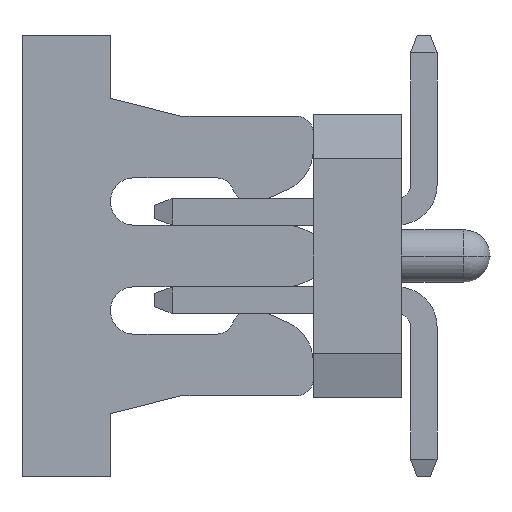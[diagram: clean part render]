
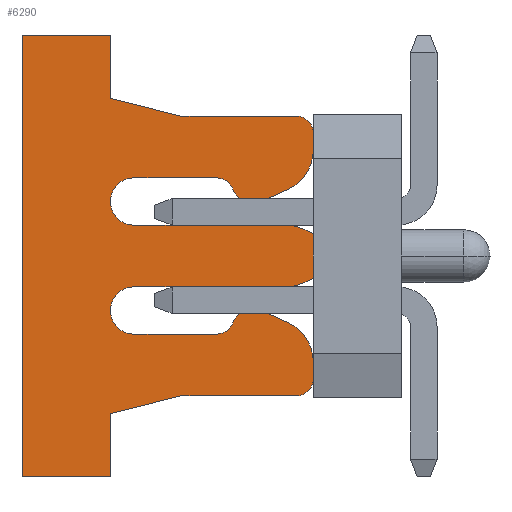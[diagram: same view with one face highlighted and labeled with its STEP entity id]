
A CAD part, left-side view. The second image highlights one B-rep face of the part: STEP entity #6290.
In plain terms, the highlighted planar face has unit normal (-1, 0, 0).
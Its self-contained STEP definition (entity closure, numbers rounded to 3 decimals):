
#6015=CARTESIAN_POINT('',(-2.4,0.,0.));
#6016=DIRECTION('',(0.,0.,-1.));
#6017=DIRECTION('',(-1.,-0.,-0.));
#6018=AXIS2_PLACEMENT_3D('',#6015,#6017,#6016);
#6019=PLANE('',#6018);
#6020=CARTESIAN_POINT('',(-2.4,-1.982,0.35));
#6021=VERTEX_POINT('',#6020);
#6022=CARTESIAN_POINT('',(-2.4,-0.268,0.35));
#6023=VERTEX_POINT('',#6022);
#6024=CARTESIAN_POINT('',(-2.4,-1.982,0.35));
#6025=DIRECTION('',(0.,1.,0.));
#6026=VECTOR('',#6025,1.714);
#6027=LINE('',#6024,#6026);
#6028=EDGE_CURVE('',#6021,#6023,#6027,.T.);
#6029=ORIENTED_EDGE('',*,*,#6028,.T.);
#6030=CARTESIAN_POINT('',(-2.4,-0.268,0.885));
#6031=VERTEX_POINT('',#6030);
#6032=CARTESIAN_POINT('',(-2.4,-0.268,0.618));
#6033=DIRECTION('',(0.,0.,-1.));
#6034=DIRECTION('',(1.,0.,0.));
#6035=AXIS2_PLACEMENT_3D('',#6032,#6034,#6033);
#6036=CIRCLE('',#6035,0.268);
#6037=EDGE_CURVE('',#6023,#6031,#6036,.T.);
#6038=ORIENTED_EDGE('',*,*,#6037,.T.);
#6039=CARTESIAN_POINT('',(-2.4,-1.201,0.885));
#6040=VERTEX_POINT('',#6039);
#6041=CARTESIAN_POINT('',(-2.4,-0.268,0.885));
#6042=DIRECTION('',(0.,-1.,0.));
#6043=VECTOR('',#6042,0.934);
#6044=LINE('',#6041,#6043);
#6045=EDGE_CURVE('',#6031,#6040,#6044,.T.);
#6046=ORIENTED_EDGE('',*,*,#6045,.T.);
#6047=CARTESIAN_POINT('',(-2.4,-1.387,0.758));
#6048=VERTEX_POINT('',#6047);
#6049=CARTESIAN_POINT('',(-2.4,-1.201,0.685));
#6050=DIRECTION('',(0.,0.,1.));
#6051=DIRECTION('',(1.,0.,0.));
#6052=AXIS2_PLACEMENT_3D('',#6049,#6051,#6050);
#6053=CIRCLE('',#6052,0.2);
#6054=EDGE_CURVE('',#6040,#6048,#6053,.T.);
#6055=ORIENTED_EDGE('',*,*,#6054,.T.);
#6056=CARTESIAN_POINT('',(-2.4,-1.724,0.623));
#6057=VERTEX_POINT('',#6056);
#6058=CARTESIAN_POINT('',(-2.4,-1.62,0.85));
#6059=DIRECTION('',(0.,0.93,-0.367));
#6060=DIRECTION('',(-1.,0.,0.));
#6061=AXIS2_PLACEMENT_3D('',#6058,#6060,#6059);
#6062=CIRCLE('',#6061,0.25);
#6063=EDGE_CURVE('',#6048,#6057,#6062,.T.);
#6064=ORIENTED_EDGE('',*,*,#6063,.T.);
#6065=CARTESIAN_POINT('',(-2.4,-2.007,0.752));
#6066=VERTEX_POINT('',#6065);
#6067=CARTESIAN_POINT('',(-2.4,-1.724,0.623));
#6068=DIRECTION('',(0.,-0.91,0.415));
#6069=VECTOR('',#6068,0.312);
#6070=LINE('',#6067,#6069);
#6071=EDGE_CURVE('',#6057,#6066,#6070,.T.);
#6072=ORIENTED_EDGE('',*,*,#6071,.T.);
#6073=CARTESIAN_POINT('',(-2.4,-2.3,1.207));
#6074=VERTEX_POINT('',#6073);
#6075=CARTESIAN_POINT('',(-2.4,-1.8,1.207));
#6076=DIRECTION('',(0.,-0.415,-0.91));
#6077=DIRECTION('',(-1.,0.,0.));
#6078=AXIS2_PLACEMENT_3D('',#6075,#6077,#6076);
#6079=CIRCLE('',#6078,0.5);
#6080=EDGE_CURVE('',#6066,#6074,#6079,.T.);
#6081=ORIENTED_EDGE('',*,*,#6080,.T.);
#6082=CARTESIAN_POINT('',(-2.4,-2.3,1.385));
#6083=VERTEX_POINT('',#6082);
#6084=CARTESIAN_POINT('',(-2.4,-2.3,1.207));
#6085=DIRECTION('',(0.,0.,1.));
#6086=VECTOR('',#6085,0.178);
#6087=LINE('',#6084,#6086);
#6088=EDGE_CURVE('',#6074,#6083,#6087,.T.);
#6089=ORIENTED_EDGE('',*,*,#6088,.T.);
#6090=CARTESIAN_POINT('',(-2.4,-2.1,1.585));
#6091=VERTEX_POINT('',#6090);
#6092=CARTESIAN_POINT('',(-2.4,-2.1,1.385));
#6093=DIRECTION('',(0.,-1.,0.));
#6094=DIRECTION('',(-1.,0.,0.));
#6095=AXIS2_PLACEMENT_3D('',#6092,#6094,#6093);
#6096=CIRCLE('',#6095,0.2);
#6097=EDGE_CURVE('',#6083,#6091,#6096,.T.);
#6098=ORIENTED_EDGE('',*,*,#6097,.T.);
#6099=CARTESIAN_POINT('',(-2.4,-0.8,1.585));
#6100=VERTEX_POINT('',#6099);
#6101=CARTESIAN_POINT('',(-2.4,-2.1,1.585));
#6102=DIRECTION('',(0.,1.,0.));
#6103=VECTOR('',#6102,1.3);
#6104=LINE('',#6101,#6103);
#6105=EDGE_CURVE('',#6091,#6100,#6104,.T.);
#6106=ORIENTED_EDGE('',*,*,#6105,.T.);
#6107=CARTESIAN_POINT('',(-2.4,0.,1.784));
#6108=VERTEX_POINT('',#6107);
#6109=CARTESIAN_POINT('',(-2.4,-0.8,1.585));
#6110=DIRECTION('',(0.,0.97,0.242));
#6111=VECTOR('',#6110,0.824);
#6112=LINE('',#6109,#6111);
#6113=EDGE_CURVE('',#6100,#6108,#6112,.T.);
#6114=ORIENTED_EDGE('',*,*,#6113,.T.);
#6115=CARTESIAN_POINT('',(-2.4,0.,2.5));
#6116=VERTEX_POINT('',#6115);
#6117=CARTESIAN_POINT('',(-2.4,0.,1.784));
#6118=DIRECTION('',(0.,0.,1.));
#6119=VECTOR('',#6118,0.716);
#6120=LINE('',#6117,#6119);
#6121=EDGE_CURVE('',#6108,#6116,#6120,.T.);
#6122=ORIENTED_EDGE('',*,*,#6121,.T.);
#6123=CARTESIAN_POINT('',(-2.4,1.,2.5));
#6124=VERTEX_POINT('',#6123);
#6125=CARTESIAN_POINT('',(-2.4,0.,2.5));
#6126=DIRECTION('',(0.,1.,0.));
#6127=VECTOR('',#6126,1.);
#6128=LINE('',#6125,#6127);
#6129=EDGE_CURVE('',#6116,#6124,#6128,.T.);
#6130=ORIENTED_EDGE('',*,*,#6129,.T.);
#6131=CARTESIAN_POINT('',(-2.4,1.,-2.5));
#6132=VERTEX_POINT('',#6131);
#6133=CARTESIAN_POINT('',(-2.4,1.,2.5));
#6134=DIRECTION('',(0.,0.,-1.));
#6135=VECTOR('',#6134,5.);
#6136=LINE('',#6133,#6135);
#6137=EDGE_CURVE('',#6124,#6132,#6136,.T.);
#6138=ORIENTED_EDGE('',*,*,#6137,.T.);
#6139=CARTESIAN_POINT('',(-2.4,0.,-2.5));
#6140=VERTEX_POINT('',#6139);
#6141=CARTESIAN_POINT('',(-2.4,1.,-2.5));
#6142=DIRECTION('',(0.,-1.,0.));
#6143=VECTOR('',#6142,1.);
#6144=LINE('',#6141,#6143);
#6145=EDGE_CURVE('',#6132,#6140,#6144,.T.);
#6146=ORIENTED_EDGE('',*,*,#6145,.T.);
#6147=CARTESIAN_POINT('',(-2.4,0.,-1.784));
#6148=VERTEX_POINT('',#6147);
#6149=CARTESIAN_POINT('',(-2.4,0.,-2.5));
#6150=DIRECTION('',(0.,0.,1.));
#6151=VECTOR('',#6150,0.716);
#6152=LINE('',#6149,#6151);
#6153=EDGE_CURVE('',#6140,#6148,#6152,.T.);
#6154=ORIENTED_EDGE('',*,*,#6153,.T.);
#6155=CARTESIAN_POINT('',(-2.4,-0.8,-1.585));
#6156=VERTEX_POINT('',#6155);
#6157=CARTESIAN_POINT('',(-2.4,0.,-1.784));
#6158=DIRECTION('',(0.,-0.97,0.242));
#6159=VECTOR('',#6158,0.824);
#6160=LINE('',#6157,#6159);
#6161=EDGE_CURVE('',#6148,#6156,#6160,.T.);
#6162=ORIENTED_EDGE('',*,*,#6161,.T.);
#6163=CARTESIAN_POINT('',(-2.4,-2.1,-1.585));
#6164=VERTEX_POINT('',#6163);
#6165=CARTESIAN_POINT('',(-2.4,-0.8,-1.585));
#6166=DIRECTION('',(0.,-1.,0.));
#6167=VECTOR('',#6166,1.3);
#6168=LINE('',#6165,#6167);
#6169=EDGE_CURVE('',#6156,#6164,#6168,.T.);
#6170=ORIENTED_EDGE('',*,*,#6169,.T.);
#6171=CARTESIAN_POINT('',(-2.4,-2.3,-1.385));
#6172=VERTEX_POINT('',#6171);
#6173=CARTESIAN_POINT('',(-2.4,-2.1,-1.385));
#6174=DIRECTION('',(0.,0.,-1.));
#6175=DIRECTION('',(-1.,0.,0.));
#6176=AXIS2_PLACEMENT_3D('',#6173,#6175,#6174);
#6177=CIRCLE('',#6176,0.2);
#6178=EDGE_CURVE('',#6164,#6172,#6177,.T.);
#6179=ORIENTED_EDGE('',*,*,#6178,.T.);
#6180=CARTESIAN_POINT('',(-2.4,-2.3,-1.207));
#6181=VERTEX_POINT('',#6180);
#6182=CARTESIAN_POINT('',(-2.4,-2.3,-1.385));
#6183=DIRECTION('',(0.,0.,1.));
#6184=VECTOR('',#6183,0.178);
#6185=LINE('',#6182,#6184);
#6186=EDGE_CURVE('',#6172,#6181,#6185,.T.);
#6187=ORIENTED_EDGE('',*,*,#6186,.T.);
#6188=CARTESIAN_POINT('',(-2.4,-2.007,-0.752));
#6189=VERTEX_POINT('',#6188);
#6190=CARTESIAN_POINT('',(-2.4,-1.8,-1.207));
#6191=DIRECTION('',(0.,-1.,0.));
#6192=DIRECTION('',(-1.,0.,0.));
#6193=AXIS2_PLACEMENT_3D('',#6190,#6192,#6191);
#6194=CIRCLE('',#6193,0.5);
#6195=EDGE_CURVE('',#6181,#6189,#6194,.T.);
#6196=ORIENTED_EDGE('',*,*,#6195,.T.);
#6197=CARTESIAN_POINT('',(-2.4,-1.724,-0.623));
#6198=VERTEX_POINT('',#6197);
#6199=CARTESIAN_POINT('',(-2.4,-2.007,-0.752));
#6200=DIRECTION('',(0.,0.91,0.415));
#6201=VECTOR('',#6200,0.312);
#6202=LINE('',#6199,#6201);
#6203=EDGE_CURVE('',#6189,#6198,#6202,.T.);
#6204=ORIENTED_EDGE('',*,*,#6203,.T.);
#6205=CARTESIAN_POINT('',(-2.4,-1.387,-0.758));
#6206=VERTEX_POINT('',#6205);
#6207=CARTESIAN_POINT('',(-2.4,-1.62,-0.85));
#6208=DIRECTION('',(0.,-0.415,0.91));
#6209=DIRECTION('',(-1.,0.,0.));
#6210=AXIS2_PLACEMENT_3D('',#6207,#6209,#6208);
#6211=CIRCLE('',#6210,0.25);
#6212=EDGE_CURVE('',#6198,#6206,#6211,.T.);
#6213=ORIENTED_EDGE('',*,*,#6212,.T.);
#6214=CARTESIAN_POINT('',(-2.4,-1.201,-0.885));
#6215=VERTEX_POINT('',#6214);
#6216=CARTESIAN_POINT('',(-2.4,-1.201,-0.685));
#6217=DIRECTION('',(0.,-0.93,-0.367));
#6218=DIRECTION('',(1.,0.,0.));
#6219=AXIS2_PLACEMENT_3D('',#6216,#6218,#6217);
#6220=CIRCLE('',#6219,0.2);
#6221=EDGE_CURVE('',#6206,#6215,#6220,.T.);
#6222=ORIENTED_EDGE('',*,*,#6221,.T.);
#6223=CARTESIAN_POINT('',(-2.4,-0.268,-0.885));
#6224=VERTEX_POINT('',#6223);
#6225=CARTESIAN_POINT('',(-2.4,-1.201,-0.885));
#6226=DIRECTION('',(0.,1.,0.));
#6227=VECTOR('',#6226,0.934);
#6228=LINE('',#6225,#6227);
#6229=EDGE_CURVE('',#6215,#6224,#6228,.T.);
#6230=ORIENTED_EDGE('',*,*,#6229,.T.);
#6231=CARTESIAN_POINT('',(-2.4,-0.268,-0.35));
#6232=VERTEX_POINT('',#6231);
#6233=CARTESIAN_POINT('',(-2.4,-0.268,-0.618));
#6234=DIRECTION('',(0.,0.,-1.));
#6235=DIRECTION('',(1.,0.,-0.));
#6236=AXIS2_PLACEMENT_3D('',#6233,#6235,#6234);
#6237=CIRCLE('',#6236,0.268);
#6238=EDGE_CURVE('',#6224,#6232,#6237,.T.);
#6239=ORIENTED_EDGE('',*,*,#6238,.T.);
#6240=CARTESIAN_POINT('',(-2.4,-1.982,-0.35));
#6241=VERTEX_POINT('',#6240);
#6242=CARTESIAN_POINT('',(-2.4,-0.268,-0.35));
#6243=DIRECTION('',(0.,-1.,0.));
#6244=VECTOR('',#6243,1.714);
#6245=LINE('',#6242,#6244);
#6246=EDGE_CURVE('',#6232,#6241,#6245,.T.);
#6247=ORIENTED_EDGE('',*,*,#6246,.T.);
#6248=CARTESIAN_POINT('',(-2.4,-2.205,-0.297));
#6249=VERTEX_POINT('',#6248);
#6250=CARTESIAN_POINT('',(-2.4,-1.982,0.15));
#6251=DIRECTION('',(0.,0.,-1.));
#6252=DIRECTION('',(-1.,0.,0.));
#6253=AXIS2_PLACEMENT_3D('',#6250,#6252,#6251);
#6254=CIRCLE('',#6253,0.5);
#6255=EDGE_CURVE('',#6241,#6249,#6254,.T.);
#6256=ORIENTED_EDGE('',*,*,#6255,.T.);
#6257=CARTESIAN_POINT('',(-2.4,-2.3,-0.25));
#6258=VERTEX_POINT('',#6257);
#6259=CARTESIAN_POINT('',(-2.4,-2.205,-0.297));
#6260=DIRECTION('',(0.,-0.895,0.446));
#6261=VECTOR('',#6260,0.106);
#6262=LINE('',#6259,#6261);
#6263=EDGE_CURVE('',#6249,#6258,#6262,.T.);
#6264=ORIENTED_EDGE('',*,*,#6263,.T.);
#6265=CARTESIAN_POINT('',(-2.4,-2.3,0.25));
#6266=VERTEX_POINT('',#6265);
#6267=CARTESIAN_POINT('',(-2.4,-2.3,-0.25));
#6268=DIRECTION('',(0.,0.,1.));
#6269=VECTOR('',#6268,0.5);
#6270=LINE('',#6267,#6269);
#6271=EDGE_CURVE('',#6258,#6266,#6270,.T.);
#6272=ORIENTED_EDGE('',*,*,#6271,.T.);
#6273=CARTESIAN_POINT('',(-2.4,-2.205,0.297));
#6274=VERTEX_POINT('',#6273);
#6275=CARTESIAN_POINT('',(-2.4,-2.3,0.25));
#6276=DIRECTION('',(0.,0.895,0.446));
#6277=VECTOR('',#6276,0.106);
#6278=LINE('',#6275,#6277);
#6279=EDGE_CURVE('',#6266,#6274,#6278,.T.);
#6280=ORIENTED_EDGE('',*,*,#6279,.T.);
#6281=CARTESIAN_POINT('',(-2.4,-1.982,-0.15));
#6282=DIRECTION('',(0.,-0.446,0.895));
#6283=DIRECTION('',(-1.,0.,0.));
#6284=AXIS2_PLACEMENT_3D('',#6281,#6283,#6282);
#6285=CIRCLE('',#6284,0.5);
#6286=EDGE_CURVE('',#6274,#6021,#6285,.T.);
#6287=ORIENTED_EDGE('',*,*,#6286,.T.);
#6288=EDGE_LOOP('',(#6029,#6038,#6046,#6055,#6064,#6072,#6081,#6089,#6098,#6106,#6114,#6122,#6130,#6138,#6146,#6154,#6162,#6170,#6179,#6187,#6196,#6204,#6213,#6222,#6230,#6239,#6247,#6256,#6264,#6272,#6280,#6287));
#6289=FACE_OUTER_BOUND('',#6288,.T.);
#6290=ADVANCED_FACE('',(#6289),#6019,.T.);
